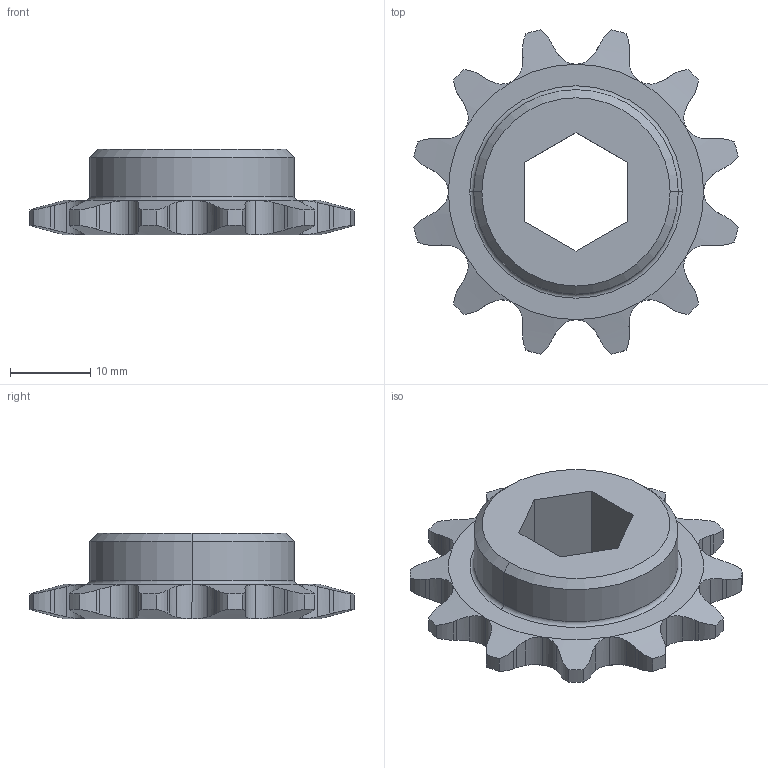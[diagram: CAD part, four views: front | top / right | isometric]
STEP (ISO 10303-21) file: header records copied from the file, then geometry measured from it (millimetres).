
FILE_DESCRIPTION (( 'STEP AP203' ), '1' );
FILE_NAME ('217-2662-STEP-20140807.STEP', '2014-08-07T15:45:24', ( '' ), ( '' ), 'SwSTEP 2.0', 'SolidWorks 2014', '' );
FILE_SCHEMA (( 'CONFIG_CONTROL_DESIGN' ));
Length unit declared in the file: inch
Products named in the file (1): 217-2662-STEP-20140807
Bounding box: 40.29 x 40.29 x 10.67 mm (x, y, z)
Volume: 5871 mm3; surface area: 3247.3 mm2
Topology: 1 solids, 1 shells, 127 faces, 364 edges, 240 vertices
Faces by surface type: cylinder 86, plane 33, cone 6, torus 2
Entity records: 4751 total; most frequent: CARTESIAN_POINT 1692, ORIENTED_EDGE 728, DIRECTION 466, EDGE_CURVE 364, VERTEX_POINT 240, B_SPLINE_CURVE_WITH_KNOTS 192, AXIS2_PLACEMENT_3D 166, LINE 134
